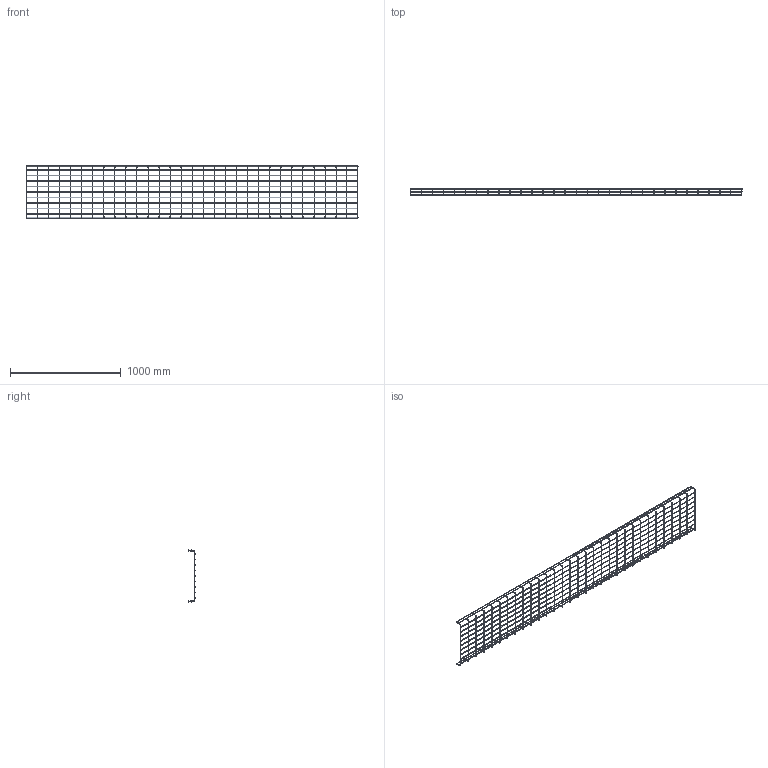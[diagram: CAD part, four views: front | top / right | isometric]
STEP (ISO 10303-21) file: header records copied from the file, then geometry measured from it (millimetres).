
FILE_DESCRIPTION (( 'STEP AP214' ), '1' );
FILE_NAME ('LCM5450-BLK_3D.step', '2024-04-19T22:04:42', ( '' ), ( '' ), 'SwSTEP 2.0', 'SolidWorks 2022', '' );
FILE_SCHEMA (( 'AUTOMOTIVE_DESIGN' ));
Length unit declared in the file: millimetre
Products named in the file (1): LCM5450-BLK_3D
Bounding box: 3000 x 59.99 x 470 mm (x, y, z)
Volume: 1102159.9 mm3; surface area: 883583 mm2
Topology: 44 solids, 44 shells, 424 faces, 760 edges, 424 vertices
Faces by surface type: cylinder 212, torus 124, plane 88
Entity records: 10533 total; most frequent: CARTESIAN_POINT 2137, DIRECTION 1806, ORIENTED_EDGE 1520, AXIS2_PLACEMENT_3D 797, EDGE_CURVE 760, FACE_OUTER_BOUND 424, EDGE_LOOP 424, ADVANCED_FACE 424
